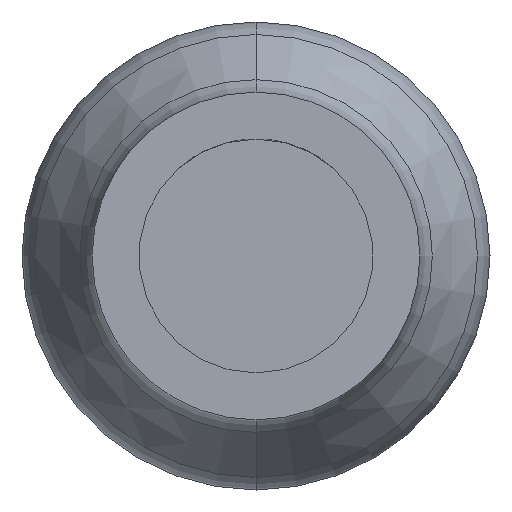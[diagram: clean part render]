
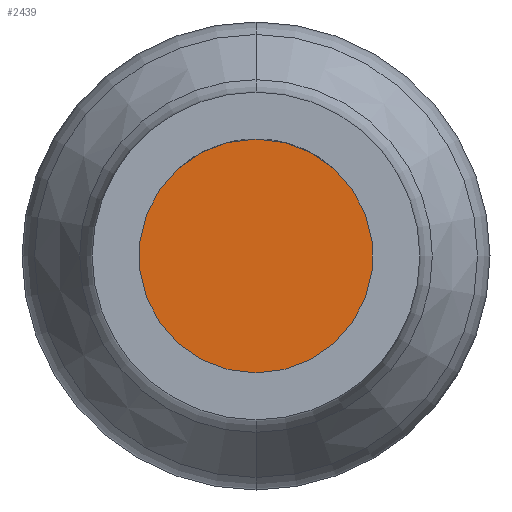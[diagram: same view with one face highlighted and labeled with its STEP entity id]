
A CAD part, front view. The second image highlights one B-rep face of the part: STEP entity #2439.
In plain terms, the highlighted planar face has unit normal (0, -1, 0).
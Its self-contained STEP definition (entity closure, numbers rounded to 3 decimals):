
#382 = CARTESIAN_POINT ( 'NONE',  ( 0., -784., 1.25 ) ) ;
#406 = CIRCLE ( 'NONE', #2581, 1.25 ) ;
#640 = CARTESIAN_POINT ( 'NONE',  ( 0., -784., 0. ) ) ;
#1287 = DIRECTION ( 'NONE',  ( 0., 0., 1. ) ) ;
#1408 = DIRECTION ( 'NONE',  ( 0., 1., 0. ) ) ;
#1632 = ORIENTED_EDGE ( 'NONE', *, *, #8000, .F. ) ;
#1915 = AXIS2_PLACEMENT_3D ( 'NONE', #4191, #1408, #2833 ) ;
#2439 = ADVANCED_FACE ( 'Defeature ausgef�hrt1_6', ( #3709 ), #7477, .F. ) ;
#2581 = AXIS2_PLACEMENT_3D ( 'NONE', #640, #2639, #3324 ) ;
#2639 = DIRECTION ( 'NONE',  ( 0., 1., 0. ) ) ;
#2833 = DIRECTION ( 'NONE',  ( 0., 0., 1. ) ) ;
#3166 = EDGE_LOOP ( 'NONE', ( #1632, #7552 ) ) ;
#3324 = DIRECTION ( 'NONE',  ( 0., 0., 1. ) ) ;
#3709 = FACE_OUTER_BOUND ( 'NONE', #3166, .T. ) ;
#3733 = CIRCLE ( 'NONE', #1915, 1.25 ) ;
#4191 = CARTESIAN_POINT ( 'NONE',  ( 0., -784., 0. ) ) ;
#6705 = AXIS2_PLACEMENT_3D ( 'NONE', #8104, #8857, #1287 ) ;
#6996 = VERTEX_POINT ( 'NONE', #7525 ) ;
#7411 = EDGE_CURVE ( 'Defeature ausgef�hrt1_7+Defeature ausgef�hrt1_6+Defeature ausgef�hrt1_6+Defeature ausgef�hrt1_6', #6996, #7751, #406, .T. ) ;
#7477 = PLANE ( 'NONE',  #6705 ) ;
#7525 = CARTESIAN_POINT ( 'NONE',  ( 0., -784., -1.25 ) ) ;
#7552 = ORIENTED_EDGE ( 'NONE', *, *, #7411, .F. ) ;
#7751 = VERTEX_POINT ( 'NONE', #382 ) ;
#8000 = EDGE_CURVE ( 'Defeature ausgef�hrt1_7+Defeature ausgef�hrt1_6+Defeature ausgef�hrt1_6+Defeature ausgef�hrt1_6', #7751, #6996, #3733, .T. ) ;
#8104 = CARTESIAN_POINT ( 'NONE',  ( 0., -784., 0. ) ) ;
#8857 = DIRECTION ( 'NONE',  ( 0., 1., 0. ) ) ;
